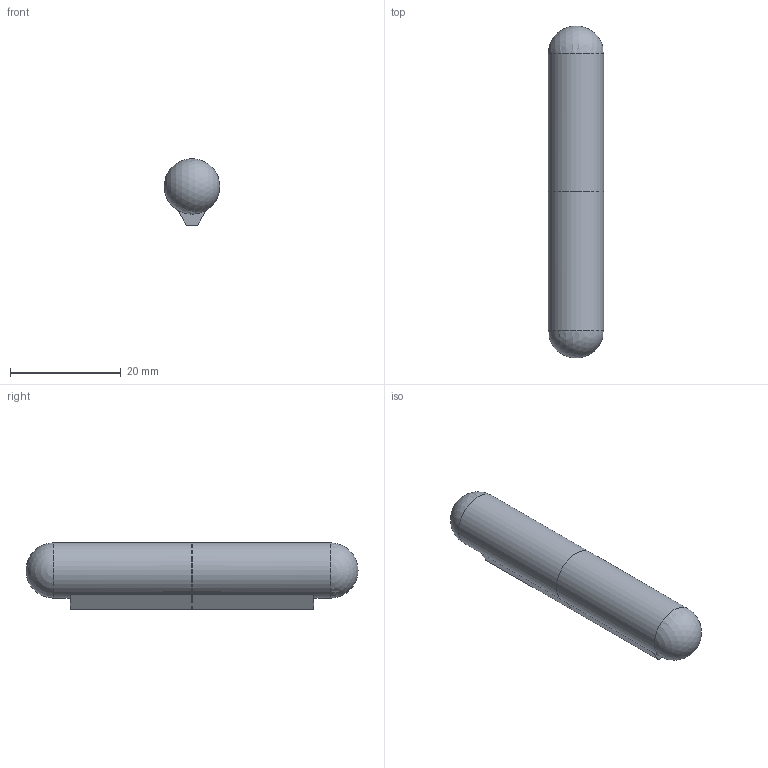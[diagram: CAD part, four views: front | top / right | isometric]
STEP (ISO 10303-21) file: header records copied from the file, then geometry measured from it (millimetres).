
FILE_DESCRIPTION (( 'STEP AP203' ), '1' );
FILE_NAME ('56502-240.step', '2021-11-26T08:38:42', ( '' ), ( '' ), 'SwSTEP 2.0', 'SolidWorks 2018', '' );
FILE_SCHEMA (( 'CONFIG_CONTROL_DESIGN' ));
Length unit declared in the file: millimetre
Products named in the file (5): 56502-240; 56502-240 Teil2; 56502-240 Teil1
Assembly tree (2 placements, depth 2):
  56502-240
    56502-240 Teil2
    56502-240 Teil1
  56502-240 Teil2
  56502-240 Teil1
Bounding box: 10 x 59.93 x 12 mm (x, y, z)
Volume: 4597.2 mm3; surface area: 2955.8 mm2
Topology: 2 solids, 2 shells, 243 faces, 652 edges, 433 vertices
Faces by surface type: plane 133, bspline 103, cylinder 4, sphere 3
Full cylindrical faces by diameter (mm): 6 x1, 6.2 x1, 10 x2
Entity records: 13672 total; most frequent: CARTESIAN_POINT 7937, ORIENTED_EDGE 1266, DIRECTION 729, EDGE_CURVE 633, VERTEX_POINT 424, LINE 417, VECTOR 417, EDGE_LOOP 273
